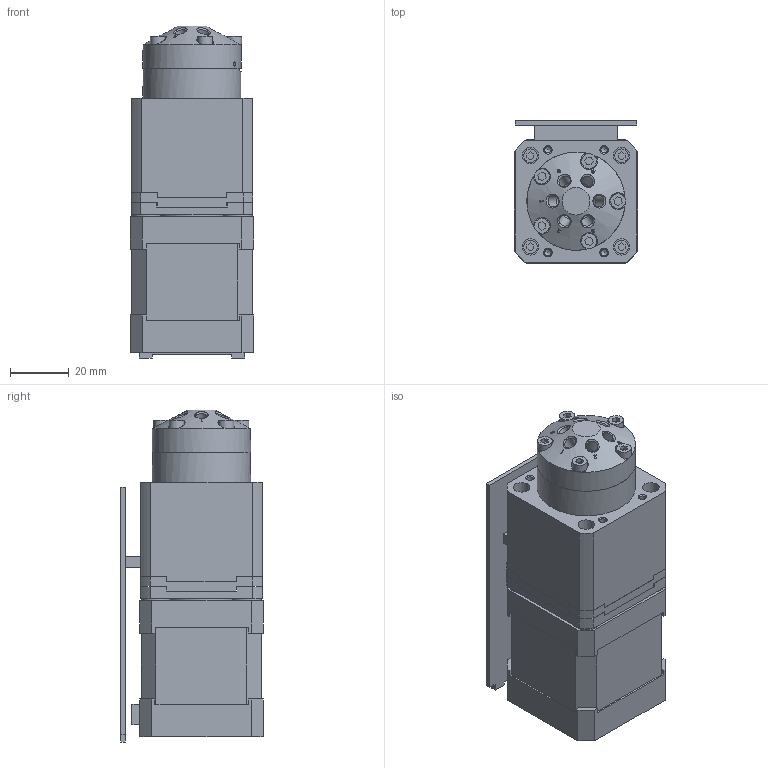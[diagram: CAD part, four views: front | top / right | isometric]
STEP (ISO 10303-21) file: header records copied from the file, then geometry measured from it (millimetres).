
FILE_DESCRIPTION((''),'2;1');
FILE_NAME('321450-C52-2006I six port 2-pos valve.stp','2013-08-19T10:05:00',('Franzp'),(''),'Autodesk Inventor 2013','Autodesk Inventor 2013','');
FILE_SCHEMA(('AUTOMOTIVE_DESIGN { 1 0 10303 214 1 1 1 1 }'));
Length unit declared in the file: millimetre
Products named in the file (1): 321450_Shrinkwrap_1
Bounding box: 41.91 x 48.33 x 112.74 mm (x, y, z)
Surface area: 32761.6 mm2 (no closed solid volume)
Topology: 0 solids, 30 shells, 244 faces, 892 edges, 670 vertices
Faces by surface type: plane 152, cylinder 56, cone 36
Full cylindrical faces by diameter (mm): 1.397 x1, 2.156 x8, 2.28 x2, 3.175 x1, 3.962 x6, 5.1 x5, 5.613 x4, 9.6 x4, 21.94 x1, 24.495 x1, 33.35 x2
Entity records: 10227 total; most frequent: CARTESIAN_POINT 2783, DIRECTION 1367, ORIENTED_EDGE 1216, EDGE_CURVE 789, VERTEX_POINT 639, VECTOR 511, LINE 511, AXIS2_PLACEMENT_3D 428
